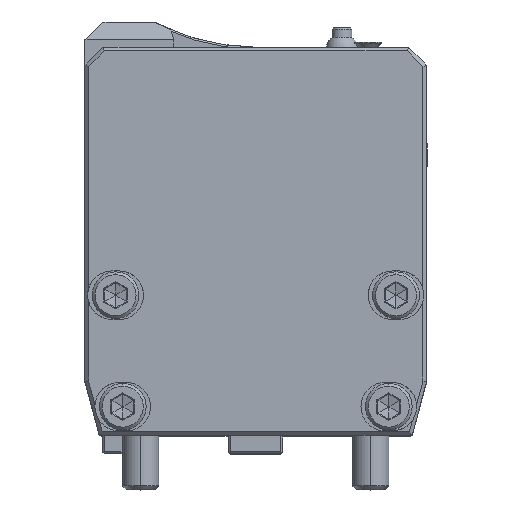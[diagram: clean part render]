
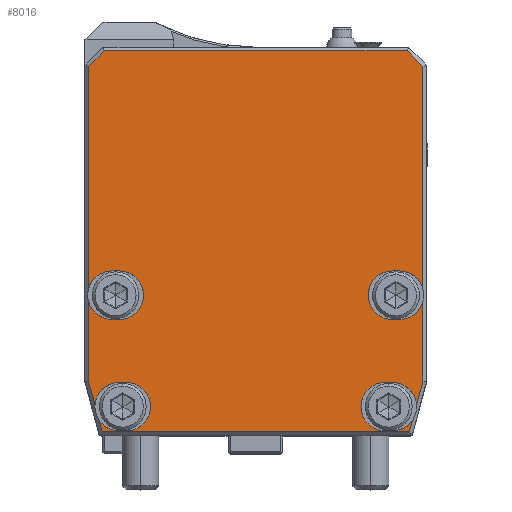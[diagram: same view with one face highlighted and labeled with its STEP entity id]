
A CAD part, top view. The second image highlights one B-rep face of the part: STEP entity #8016.
In plain terms, the highlighted planar face has unit normal (0, 0, 1).
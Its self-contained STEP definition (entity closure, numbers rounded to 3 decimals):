
#800=CARTESIAN_POINT('',(-40.,39.,15.));
#801=DIRECTION('',(0.,0.,1.));
#802=DIRECTION('',(0.,1.,0.));
#803=AXIS2_PLACEMENT_3D('',#800,#801,#802);
#805=DIRECTION('',(0.,-1.,0.));
#806=VECTOR('',#805,61.766);
#807=CARTESIAN_POINT('',(-46.5,102.586,15.));
#808=LINE('',#807,#806);
#809=DIRECTION('',(-0.707,-0.707,0.));
#810=VECTOR('',#809,6.243);
#811=CARTESIAN_POINT('',(-42.086,107.,15.));
#812=LINE('',#811,#810);
#813=DIRECTION('',(-1.,0.,0.));
#814=VECTOR('',#813,84.172);
#815=CARTESIAN_POINT('',(42.086,107.,15.));
#816=LINE('',#815,#814);
#817=DIRECTION('',(-0.707,0.707,0.));
#818=VECTOR('',#817,6.243);
#819=CARTESIAN_POINT('',(46.5,102.586,15.));
#820=LINE('',#819,#818);
#821=DIRECTION('',(0.,1.,0.));
#822=VECTOR('',#821,61.766);
#823=CARTESIAN_POINT('',(46.5,40.82,15.));
#824=LINE('',#823,#822);
#825=CARTESIAN_POINT('',(40.,39.,15.));
#826=DIRECTION('',(0.,0.,1.));
#827=DIRECTION('',(0.963,0.27,0.));
#828=AXIS2_PLACEMENT_3D('',#825,#826,#827);
#830=DIRECTION('',(-1.,0.,0.));
#831=VECTOR('',#830,2.);
#832=CARTESIAN_POINT('',(40.,45.75,15.));
#833=LINE('',#832,#831);
#834=CARTESIAN_POINT('',(38.,39.,15.));
#835=DIRECTION('',(0.,0.,1.));
#836=DIRECTION('',(0.,1.,0.));
#837=AXIS2_PLACEMENT_3D('',#834,#835,#836);
#839=DIRECTION('',(1.,0.,0.));
#840=VECTOR('',#839,2.);
#841=CARTESIAN_POINT('',(38.,32.25,15.));
#842=LINE('',#841,#840);
#843=CARTESIAN_POINT('',(40.,39.,15.));
#844=DIRECTION('',(0.,0.,1.));
#845=DIRECTION('',(0.,-1.,0.));
#846=AXIS2_PLACEMENT_3D('',#843,#844,#845);
#848=DIRECTION('',(0.,1.,0.));
#849=VECTOR('',#848,22.048);
#850=CARTESIAN_POINT('',(46.5,15.132,15.));
#851=LINE('',#850,#849);
#852=DIRECTION('',(0.259,0.966,0.));
#853=VECTOR('',#852,6.84);
#854=CARTESIAN_POINT('',(44.73,8.524,15.));
#855=LINE('',#854,#853);
#856=CARTESIAN_POINT('',(38.,8.,15.));
#857=DIRECTION('',(0.,0.,1.));
#858=DIRECTION('',(0.997,0.078,0.));
#859=AXIS2_PLACEMENT_3D('',#856,#857,#858);
#861=DIRECTION('',(-1.,0.,0.));
#862=VECTOR('',#861,2.);
#863=CARTESIAN_POINT('',(38.,14.75,15.));
#864=LINE('',#863,#862);
#865=CARTESIAN_POINT('',(36.,8.,15.));
#866=DIRECTION('',(0.,0.,1.));
#867=DIRECTION('',(0.,1.,0.));
#868=AXIS2_PLACEMENT_3D('',#865,#866,#867);
#870=DIRECTION('',(1.,0.,0.));
#871=VECTOR('',#870,2.);
#872=CARTESIAN_POINT('',(36.,1.25,15.));
#873=LINE('',#872,#871);
#874=CARTESIAN_POINT('',(38.,8.,15.));
#875=DIRECTION('',(0.,0.,1.));
#876=DIRECTION('',(0.,-1.,0.));
#877=AXIS2_PLACEMENT_3D('',#874,#875,#876);
#879=DIRECTION('',(0.259,0.966,0.));
#880=VECTOR('',#879,3.293);
#881=CARTESIAN_POINT('',(42.713,1.,15.));
#882=LINE('',#881,#880);
#883=DIRECTION('',(1.,0.,0.));
#884=VECTOR('',#883,85.427);
#885=CARTESIAN_POINT('',(-42.713,1.,15.));
#886=LINE('',#885,#884);
#887=DIRECTION('',(0.259,-0.966,0.));
#888=VECTOR('',#887,3.293);
#889=CARTESIAN_POINT('',(-43.566,4.181,15.));
#890=LINE('',#889,#888);
#891=CARTESIAN_POINT('',(-38.,8.,15.));
#892=DIRECTION('',(0.,0.,1.));
#893=DIRECTION('',(-0.825,-0.566,0.));
#894=AXIS2_PLACEMENT_3D('',#891,#892,#893);
#896=DIRECTION('',(1.,0.,0.));
#897=VECTOR('',#896,2.);
#898=CARTESIAN_POINT('',(-38.,1.25,15.));
#899=LINE('',#898,#897);
#900=CARTESIAN_POINT('',(-36.,8.,15.));
#901=DIRECTION('',(0.,0.,1.));
#902=DIRECTION('',(0.,-1.,0.));
#903=AXIS2_PLACEMENT_3D('',#900,#901,#902);
#905=DIRECTION('',(-1.,0.,0.));
#906=VECTOR('',#905,2.);
#907=CARTESIAN_POINT('',(-36.,14.75,15.));
#908=LINE('',#907,#906);
#909=CARTESIAN_POINT('',(-38.,8.,15.));
#910=DIRECTION('',(0.,0.,1.));
#911=DIRECTION('',(0.,1.,0.));
#912=AXIS2_PLACEMENT_3D('',#909,#910,#911);
#914=DIRECTION('',(0.259,-0.966,0.));
#915=VECTOR('',#914,6.84);
#916=CARTESIAN_POINT('',(-46.5,15.132,15.));
#917=LINE('',#916,#915);
#918=DIRECTION('',(0.,-1.,0.));
#919=VECTOR('',#918,22.048);
#920=CARTESIAN_POINT('',(-46.5,37.18,15.));
#921=LINE('',#920,#919);
#922=CARTESIAN_POINT('',(-40.,39.,15.));
#923=DIRECTION('',(0.,0.,1.));
#924=DIRECTION('',(-0.963,-0.27,0.));
#925=AXIS2_PLACEMENT_3D('',#922,#923,#924);
#927=DIRECTION('',(1.,0.,0.));
#928=VECTOR('',#927,2.);
#929=CARTESIAN_POINT('',(-40.,32.25,15.));
#930=LINE('',#929,#928);
#931=CARTESIAN_POINT('',(-38.,39.,15.));
#932=DIRECTION('',(0.,0.,1.));
#933=DIRECTION('',(0.,-1.,0.));
#934=AXIS2_PLACEMENT_3D('',#931,#932,#933);
#936=DIRECTION('',(-1.,0.,0.));
#937=VECTOR('',#936,2.);
#938=CARTESIAN_POINT('',(-38.,45.75,15.));
#939=LINE('',#938,#937);
#6409=CARTESIAN_POINT('',(-40.,45.75,15.));
#6410=CARTESIAN_POINT('',(-46.5,40.82,15.));
#6411=VERTEX_POINT('',#6409);
#6412=VERTEX_POINT('',#6410);
#6413=CARTESIAN_POINT('',(-40.,32.25,15.));
#6414=CARTESIAN_POINT('',(-38.,32.25,15.));
#6415=VERTEX_POINT('',#6413);
#6416=VERTEX_POINT('',#6414);
#6417=CARTESIAN_POINT('',(-38.,45.75,15.));
#6418=VERTEX_POINT('',#6417);
#6419=CARTESIAN_POINT('',(-38.,14.75,15.));
#6420=CARTESIAN_POINT('',(-44.73,8.524,15.));
#6421=VERTEX_POINT('',#6419);
#6422=VERTEX_POINT('',#6420);
#6423=CARTESIAN_POINT('',(-38.,1.25,15.));
#6424=CARTESIAN_POINT('',(-36.,1.25,15.));
#6425=VERTEX_POINT('',#6423);
#6426=VERTEX_POINT('',#6424);
#6427=CARTESIAN_POINT('',(-36.,14.75,15.));
#6428=VERTEX_POINT('',#6427);
#6429=CARTESIAN_POINT('',(40.,45.75,15.));
#6430=CARTESIAN_POINT('',(38.,45.75,15.));
#6431=VERTEX_POINT('',#6429);
#6432=VERTEX_POINT('',#6430);
#6433=CARTESIAN_POINT('',(38.,32.25,15.));
#6434=VERTEX_POINT('',#6433);
#6435=CARTESIAN_POINT('',(40.,32.25,15.));
#6436=VERTEX_POINT('',#6435);
#6437=CARTESIAN_POINT('',(46.5,37.18,15.));
#6438=VERTEX_POINT('',#6437);
#6439=CARTESIAN_POINT('',(38.,14.75,15.));
#6440=CARTESIAN_POINT('',(36.,14.75,15.));
#6441=VERTEX_POINT('',#6439);
#6442=VERTEX_POINT('',#6440);
#6443=CARTESIAN_POINT('',(36.,1.25,15.));
#6444=VERTEX_POINT('',#6443);
#6445=CARTESIAN_POINT('',(38.,1.25,15.));
#6446=VERTEX_POINT('',#6445);
#6447=CARTESIAN_POINT('',(43.566,4.181,15.));
#6448=VERTEX_POINT('',#6447);
#6453=CARTESIAN_POINT('',(-42.713,1.,15.));
#6454=CARTESIAN_POINT('',(42.713,1.,15.));
#6455=VERTEX_POINT('',#6453);
#6456=VERTEX_POINT('',#6454);
#6465=CARTESIAN_POINT('',(42.086,107.,15.));
#6466=CARTESIAN_POINT('',(-42.086,107.,15.));
#6467=VERTEX_POINT('',#6465);
#6468=VERTEX_POINT('',#6466);
#6473=CARTESIAN_POINT('',(46.5,102.586,15.));
#6474=VERTEX_POINT('',#6473);
#6475=CARTESIAN_POINT('',(46.5,15.132,15.));
#6476=VERTEX_POINT('',#6475);
#6477=CARTESIAN_POINT('',(-46.5,37.18,15.));
#6478=VERTEX_POINT('',#6477);
#6479=CARTESIAN_POINT('',(-43.566,4.181,15.));
#6480=VERTEX_POINT('',#6479);
#6481=CARTESIAN_POINT('',(46.5,40.82,15.));
#6482=VERTEX_POINT('',#6481);
#6483=CARTESIAN_POINT('',(44.73,8.524,15.));
#6484=VERTEX_POINT('',#6483);
#6485=CARTESIAN_POINT('',(-46.5,102.586,15.));
#6486=VERTEX_POINT('',#6485);
#6487=CARTESIAN_POINT('',(-46.5,15.132,15.));
#6488=VERTEX_POINT('',#6487);
#7952=CARTESIAN_POINT('',(0.,0.,15.));
#7953=DIRECTION('',(0.,0.,1.));
#7954=DIRECTION('',(1.,0.,0.));
#7955=AXIS2_PLACEMENT_3D('',#7952,#7953,#7954);
#7956=PLANE('',#7955);
#7958=ORIENTED_EDGE('',*,*,#7957,.T.);
#7960=ORIENTED_EDGE('',*,*,#7959,.F.);
#7962=ORIENTED_EDGE('',*,*,#7961,.F.);
#7964=ORIENTED_EDGE('',*,*,#7963,.F.);
#7966=ORIENTED_EDGE('',*,*,#7965,.F.);
#7968=ORIENTED_EDGE('',*,*,#7967,.F.);
#7970=ORIENTED_EDGE('',*,*,#7969,.T.);
#7972=ORIENTED_EDGE('',*,*,#7971,.T.);
#7974=ORIENTED_EDGE('',*,*,#7973,.T.);
#7976=ORIENTED_EDGE('',*,*,#7975,.T.);
#7978=ORIENTED_EDGE('',*,*,#7977,.T.);
#7980=ORIENTED_EDGE('',*,*,#7979,.F.);
#7981=ORIENTED_EDGE('',*,*,#7877,.F.);
#7982=ORIENTED_EDGE('',*,*,#7896,.T.);
#7983=ORIENTED_EDGE('',*,*,#7915,.T.);
#7984=ORIENTED_EDGE('',*,*,#7930,.T.);
#7985=ORIENTED_EDGE('',*,*,#7944,.T.);
#7986=ORIENTED_EDGE('',*,*,#7899,.T.);
#7987=ORIENTED_EDGE('',*,*,#7884,.F.);
#7989=ORIENTED_EDGE('',*,*,#7988,.F.);
#7991=ORIENTED_EDGE('',*,*,#7990,.F.);
#7993=ORIENTED_EDGE('',*,*,#7992,.T.);
#7995=ORIENTED_EDGE('',*,*,#7994,.T.);
#7997=ORIENTED_EDGE('',*,*,#7996,.T.);
#7999=ORIENTED_EDGE('',*,*,#7998,.T.);
#8001=ORIENTED_EDGE('',*,*,#8000,.T.);
#8003=ORIENTED_EDGE('',*,*,#8002,.F.);
#8005=ORIENTED_EDGE('',*,*,#8004,.F.);
#8007=ORIENTED_EDGE('',*,*,#8006,.T.);
#8009=ORIENTED_EDGE('',*,*,#8008,.T.);
#8011=ORIENTED_EDGE('',*,*,#8010,.T.);
#8013=ORIENTED_EDGE('',*,*,#8012,.T.);
#8014=EDGE_LOOP('',(#7958,#7960,#7962,#7964,#7966,#7968,#7970,#7972,#7974,#7976,
#7978,#7980,#7981,#7982,#7983,#7984,#7985,#7986,#7987,#7989,#7991,#7993,#7995,
#7997,#7999,#8001,#8003,#8005,#8007,#8009,#8011,#8013));
#8015=FACE_OUTER_BOUND('',#8014,.F.);
#804=CIRCLE('',#803,6.75);
#829=CIRCLE('',#828,6.75);
#838=CIRCLE('',#837,6.75);
#847=CIRCLE('',#846,6.75);
#860=CIRCLE('',#859,6.75);
#869=CIRCLE('',#868,6.75);
#878=CIRCLE('',#877,6.75);
#895=CIRCLE('',#894,6.75);
#904=CIRCLE('',#903,6.75);
#913=CIRCLE('',#912,6.75);
#926=CIRCLE('',#925,6.75);
#935=CIRCLE('',#934,6.75);
#7877=EDGE_CURVE('',#6484,#6476,#855,.T.);
#7884=EDGE_CURVE('',#6456,#6448,#882,.T.);
#7896=EDGE_CURVE('',#6484,#6441,#860,.T.);
#7899=EDGE_CURVE('',#6446,#6448,#878,.T.);
#7915=EDGE_CURVE('',#6441,#6442,#864,.T.);
#7930=EDGE_CURVE('',#6442,#6444,#869,.T.);
#7944=EDGE_CURVE('',#6444,#6446,#873,.T.);
#7957=EDGE_CURVE('',#6411,#6412,#804,.T.);
#7959=EDGE_CURVE('',#6486,#6412,#808,.T.);
#7961=EDGE_CURVE('',#6468,#6486,#812,.T.);
#7963=EDGE_CURVE('',#6467,#6468,#816,.T.);
#7965=EDGE_CURVE('',#6474,#6467,#820,.T.);
#7967=EDGE_CURVE('',#6482,#6474,#824,.T.);
#7969=EDGE_CURVE('',#6482,#6431,#829,.T.);
#7971=EDGE_CURVE('',#6431,#6432,#833,.T.);
#7973=EDGE_CURVE('',#6432,#6434,#838,.T.);
#7975=EDGE_CURVE('',#6434,#6436,#842,.T.);
#7977=EDGE_CURVE('',#6436,#6438,#847,.T.);
#7979=EDGE_CURVE('',#6476,#6438,#851,.T.);
#7988=EDGE_CURVE('',#6455,#6456,#886,.T.);
#7990=EDGE_CURVE('',#6480,#6455,#890,.T.);
#7992=EDGE_CURVE('',#6480,#6425,#895,.T.);
#7994=EDGE_CURVE('',#6425,#6426,#899,.T.);
#7996=EDGE_CURVE('',#6426,#6428,#904,.T.);
#7998=EDGE_CURVE('',#6428,#6421,#908,.T.);
#8000=EDGE_CURVE('',#6421,#6422,#913,.T.);
#8002=EDGE_CURVE('',#6488,#6422,#917,.T.);
#8004=EDGE_CURVE('',#6478,#6488,#921,.T.);
#8006=EDGE_CURVE('',#6478,#6415,#926,.T.);
#8008=EDGE_CURVE('',#6415,#6416,#930,.T.);
#8010=EDGE_CURVE('',#6416,#6418,#935,.T.);
#8012=EDGE_CURVE('',#6418,#6411,#939,.T.);
#8016=ADVANCED_FACE('',(#8015),#7956,.T.);
